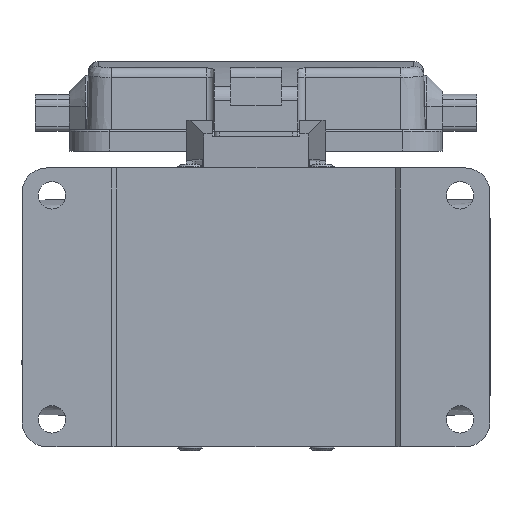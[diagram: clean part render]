
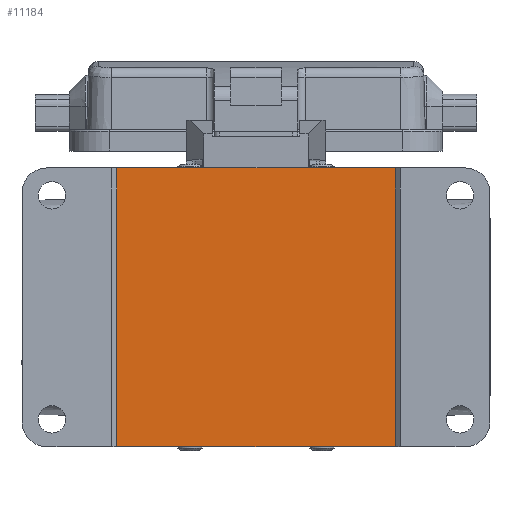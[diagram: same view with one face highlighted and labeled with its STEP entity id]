
A CAD part, front view. The second image highlights one B-rep face of the part: STEP entity #11184.
In plain terms, the highlighted planar face has unit normal (0, -1, 0).
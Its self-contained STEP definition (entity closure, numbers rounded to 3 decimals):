
#124 = VERTEX_POINT ( 'NONE', #16159 ) ;
#125 = VERTEX_POINT ( 'NONE', #16158 ) ;
#144 = VERTEX_POINT ( 'NONE', #16361 ) ;
#146 = VERTEX_POINT ( 'NONE', #16359 ) ;
#2690 = PLANE ( 'NONE',  #3783 ) ;
#2691 = CARTESIAN_POINT ( 'NONE',  ( 28., -76., 33.6 ) ) ;
#2692 = DIRECTION ( 'NONE',  ( 0., 1., 0. ) ) ;
#2693 = DIRECTION ( 'NONE',  ( 0., 0., 1. ) ) ;
#3780 = FACE_OUTER_BOUND ( 'NONE', #18916, .T. ) ;
#3783 = AXIS2_PLACEMENT_3D ( 'NONE', #2691, #2692, #2693 ) ;
#5429 = VECTOR ( 'NONE', #9439, 1000. ) ;
#5430 = VECTOR ( 'NONE', #9442, 1000. ) ;
#5431 = VECTOR ( 'NONE', #9445, 1000. ) ;
#5432 = VECTOR ( 'NONE', #9448, 1000. ) ;
#6330 = ORIENTED_EDGE ( 'NONE', *, *, #14897, .T. ) ;
#6331 = ORIENTED_EDGE ( 'NONE', *, *, #14894, .T. ) ;
#6334 = ORIENTED_EDGE ( 'NONE', *, *, #14896, .F. ) ;
#6337 = ORIENTED_EDGE ( 'NONE', *, *, #14895, .F. ) ;
#9437 = LINE ( 'NONE', #9438, #5429 ) ;
#9438 = CARTESIAN_POINT ( 'NONE',  ( 28., -76., 33.6 ) ) ;
#9439 = DIRECTION ( 'NONE',  ( 0., 0., 1. ) ) ;
#9440 = LINE ( 'NONE', #9441, #5430 ) ;
#9441 = CARTESIAN_POINT ( 'NONE',  ( 47., -76., -28. ) ) ;
#9442 = DIRECTION ( 'NONE',  ( -1., 0., 0. ) ) ;
#9443 = LINE ( 'NONE', #9444, #5431 ) ;
#9444 = CARTESIAN_POINT ( 'NONE',  ( -47., -76., 28. ) ) ;
#9445 = DIRECTION ( 'NONE',  ( 1., 0., 0. ) ) ;
#9446 = LINE ( 'NONE', #9447, #5432 ) ;
#9447 = CARTESIAN_POINT ( 'NONE',  ( -28., -76., 33.6 ) ) ;
#9448 = DIRECTION ( 'NONE',  ( 0., 0., -1. ) ) ;
#11184 = ADVANCED_FACE ( 'NONE', ( #3780 ), #2690, .F. ) ;
#14894 = EDGE_CURVE ( 'NONE', #125, #146, #9437, .T. ) ;
#14895 = EDGE_CURVE ( 'NONE', #125, #124, #9440, .T. ) ;
#14896 = EDGE_CURVE ( 'NONE', #144, #146, #9443, .T. ) ;
#14897 = EDGE_CURVE ( 'NONE', #144, #124, #9446, .T. ) ;
#16158 = CARTESIAN_POINT ( 'NONE',  ( 28., -76., -28. ) ) ;
#16159 = CARTESIAN_POINT ( 'NONE',  ( -28., -76., -28. ) ) ;
#16359 = CARTESIAN_POINT ( 'NONE',  ( 28., -76., 28. ) ) ;
#16361 = CARTESIAN_POINT ( 'NONE',  ( -28., -76., 28. ) ) ;
#18916 = EDGE_LOOP ( 'NONE', ( #6337, #6331, #6334, #6330 ) ) ;
